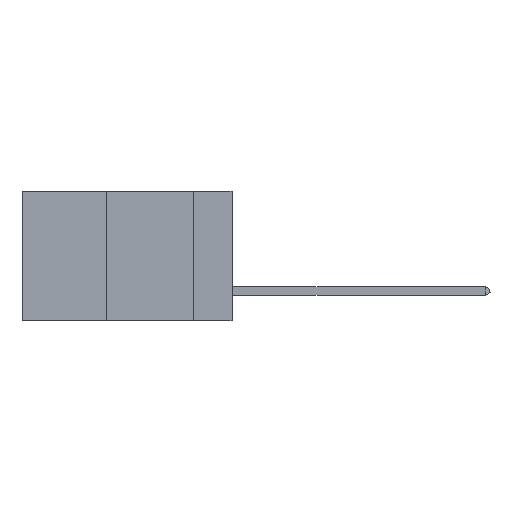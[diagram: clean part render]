
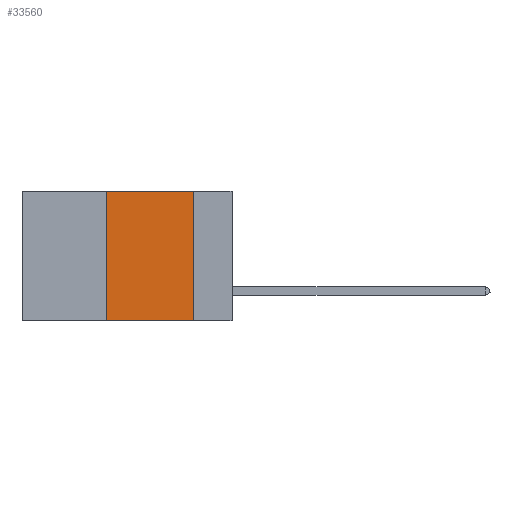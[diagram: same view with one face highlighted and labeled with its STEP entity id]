
A CAD part, left-side view. The second image highlights one B-rep face of the part: STEP entity #33560.
In plain terms, the highlighted planar face has unit normal (-1, 0, 0).
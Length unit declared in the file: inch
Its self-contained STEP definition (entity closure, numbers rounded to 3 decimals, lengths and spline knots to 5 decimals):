
#611 = LINE ( 'NONE', #28831, #15140 ) ;
#2582 = DIRECTION ( 'NONE',  ( 0., -1., 0. ) ) ;
#3493 = AXIS2_PLACEMENT_3D ( 'NONE', #31096, #42468, #15954 ) ;
#6357 = VERTEX_POINT ( 'NONE', #18153 ) ;
#9287 = DIRECTION ( 'NONE',  ( 0., -1., 0. ) ) ;
#10238 = LINE ( 'NONE', #45831, #32733 ) ;
#13830 = DIRECTION ( 'NONE',  ( 0., 0., -1. ) ) ;
#14455 = LINE ( 'NONE', #40323, #49099 ) ;
#15140 = VECTOR ( 'NONE', #9287, 39.37008 ) ;
#15954 = DIRECTION ( 'NONE',  ( 0., 0., -1. ) ) ;
#18153 = CARTESIAN_POINT ( 'NONE',  ( 0., 0.36, -0.37 ) ) ;
#21165 = CARTESIAN_POINT ( 'NONE',  ( 0., 0.36, 0. ) ) ;
#22738 = EDGE_CURVE ( 'NONE', #46707, #22860, #14455, .T. ) ;
#22860 = VERTEX_POINT ( 'NONE', #26257 ) ;
#23161 = PLANE ( 'NONE',  #3493 ) ;
#23185 = VERTEX_POINT ( 'NONE', #21165 ) ;
#24833 = EDGE_LOOP ( 'NONE', ( #49125, #39313, #29951, #29289 ) ) ;
#26257 = CARTESIAN_POINT ( 'NONE',  ( 0., 0.11, -0.37 ) ) ;
#26321 = EDGE_CURVE ( 'NONE', #6357, #22860, #40843, .T. ) ;
#28831 = CARTESIAN_POINT ( 'NONE',  ( 0., 0.6, 0. ) ) ;
#29289 = ORIENTED_EDGE ( 'NONE', *, *, #26321, .T. ) ;
#29951 = ORIENTED_EDGE ( 'NONE', *, *, #42593, .F. ) ;
#31096 = CARTESIAN_POINT ( 'NONE',  ( 0., 0.6, 0. ) ) ;
#32733 = VECTOR ( 'NONE', #46861, 39.37008 ) ;
#33560 = ADVANCED_FACE ( 'NONE', ( #37361 ), #23161, .F. ) ;
#37071 = CARTESIAN_POINT ( 'NONE',  ( 0., 0.11, 0. ) ) ;
#37361 = FACE_OUTER_BOUND ( 'NONE', #24833, .T. ) ;
#37611 = EDGE_CURVE ( 'NONE', #23185, #46707, #611, .T. ) ;
#39313 = ORIENTED_EDGE ( 'NONE', *, *, #37611, .F. ) ;
#40323 = CARTESIAN_POINT ( 'NONE',  ( 0., 0.11, 0. ) ) ;
#40843 = LINE ( 'NONE', #45310, #49378 ) ;
#42468 = DIRECTION ( 'NONE',  ( 1., 0., 0. ) ) ;
#42593 = EDGE_CURVE ( 'NONE', #6357, #23185, #10238, .T. ) ;
#45310 = CARTESIAN_POINT ( 'NONE',  ( 0., 0.6, -0.37 ) ) ;
#45831 = CARTESIAN_POINT ( 'NONE',  ( 0., 0.36, 0. ) ) ;
#46707 = VERTEX_POINT ( 'NONE', #37071 ) ;
#46861 = DIRECTION ( 'NONE',  ( 0., 0., 1. ) ) ;
#49099 = VECTOR ( 'NONE', #13830, 39.37008 ) ;
#49125 = ORIENTED_EDGE ( 'NONE', *, *, #22738, .F. ) ;
#49378 = VECTOR ( 'NONE', #2582, 39.37008 ) ;
